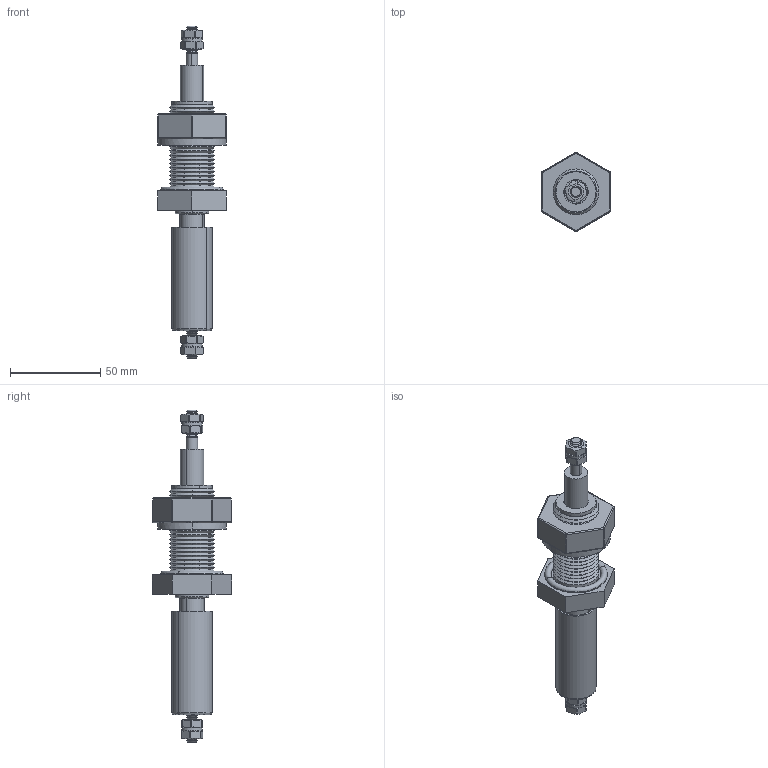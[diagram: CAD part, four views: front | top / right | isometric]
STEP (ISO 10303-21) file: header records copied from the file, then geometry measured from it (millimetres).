
FILE_DESCRIPTION (( 'STEP AP203' ), '1' );
FILE_NAME ('A0545-2-BP.STEP', '2013-06-10T11:30:56', ( '' ), ( '' ), 'SwSTEP 2.0', 'SolidWorks 2012', '' );
FILE_SCHEMA (( 'CONFIG_CONTROL_DESIGN' ));
Length unit declared in the file: inch
Products named in the file (1): A0545-2-BP
Bounding box: 38.1 x 43.99 x 184.15 mm (x, y, z)
Volume: 59922.3 mm3; surface area: 41446.8 mm2
Topology: 1 solids, 26 shells, 542 faces, 1218 edges, 714 vertices
Faces by surface type: cone 292, cylinder 108, plane 90, torus 40, sphere 12
Entity records: 15405 total; most frequent: DIRECTION 2906, CARTESIAN_POINT 2879, ORIENTED_EDGE 2420, AXIS2_PLACEMENT_3D 1217, EDGE_CURVE 1210, VERTEX_POINT 710, CIRCLE 674, EDGE_LOOP 582
